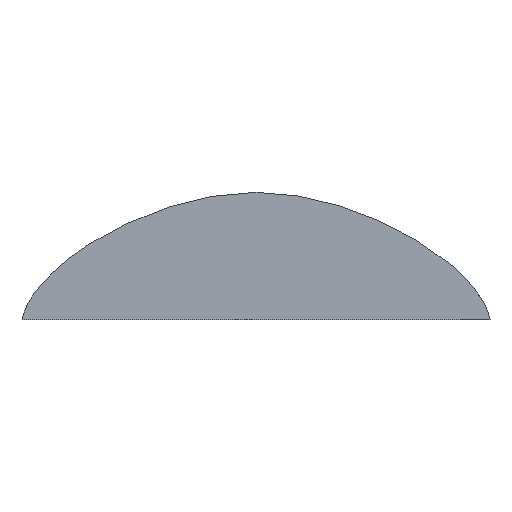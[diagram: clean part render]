
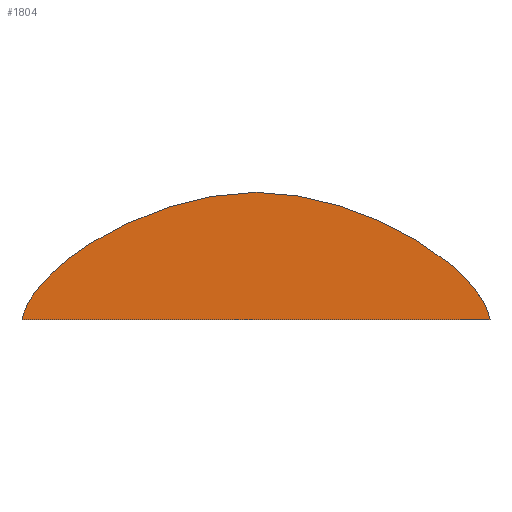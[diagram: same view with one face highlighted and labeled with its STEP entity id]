
A CAD part, left-side view. The second image highlights one B-rep face of the part: STEP entity #1804.
In plain terms, the highlighted planar face has unit normal (-1, 0, 0.018).
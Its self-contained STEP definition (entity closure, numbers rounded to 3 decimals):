
#86 = CARTESIAN_POINT ( 'NONE',  ( 25.134, -77.381, 7.704 ) ) ;
#118 = CARTESIAN_POINT ( 'NONE',  ( 25.25, -73.052, 14.331 ) ) ;
#182 = CARTESIAN_POINT ( 'NONE',  ( 25.326, 69.04, 18.659 ) ) ;
#201 = CARTESIAN_POINT ( 'NONE',  ( 25.486, -57.347, 27.869 ) ) ;
#235 = CARTESIAN_POINT ( 'NONE',  ( 25.729, 27.128, 41.771 ) ) ;
#261 = CARTESIAN_POINT ( 'NONE',  ( 25.539, 52.421, 30.887 ) ) ;
#286 = CARTESIAN_POINT ( 'NONE',  ( 25.792, 9.889, 45.391 ) ) ;
#531 = CARTESIAN_POINT ( 'NONE',  ( 25.142, -77.159, 8.15 ) ) ;
#587 = CARTESIAN_POINT ( 'NONE',  ( 25.66, -38.309, 37.82 ) ) ;
#613 = CARTESIAN_POINT ( 'NONE',  ( 25.803, 0., 46. ) ) ;
#620 = CARTESIAN_POINT ( 'NONE',  ( 25.742, -24.289, 42.514 ) ) ;
#678 = CARTESIAN_POINT ( 'NONE',  ( 25.052, 79.016, 3. ) ) ;
#705 = CARTESIAN_POINT ( 'NONE',  ( 25.372, 66.114, 21.321 ) ) ;
#734 = CARTESIAN_POINT ( 'NONE',  ( 25.361, 66.858, 20.674 ) ) ;
#826 = DIRECTION ( 'NONE',  ( 1., 0., -0.017 ) ) ;
#1031 = CARTESIAN_POINT ( 'NONE',  ( 25.633, -41.909, 36.282 ) ) ;
#1060 = CARTESIAN_POINT ( 'NONE',  ( 25.792, -9.846, 45.396 ) ) ;
#1065 = CARTESIAN_POINT ( 'NONE',  ( 25.209, 74.872, 11.945 ) ) ;
#1095 = CARTESIAN_POINT ( 'NONE',  ( 25.802, 3.962, 45.918 ) ) ;
#1118 = CARTESIAN_POINT ( 'NONE',  ( 25.181, -75.996, 10.343 ) ) ;
#1177 = CARTESIAN_POINT ( 'NONE',  ( 25.094, 78.348, 5.396 ) ) ;
#1329 = EDGE_CURVE ( 'NONE', #4870, #3265, #2357, .T. ) ;
#1450 = CARTESIAN_POINT ( 'NONE',  ( 25.086, -78.524, 4.936 ) ) ;
#1483 = CARTESIAN_POINT ( 'NONE',  ( 25.467, -58.983, 26.779 ) ) ;
#1516 = CARTESIAN_POINT ( 'NONE',  ( 25.338, 68.321, 19.344 ) ) ;
#1539 = CARTESIAN_POINT ( 'NONE',  ( 25.738, -25.241, 42.252 ) ) ;
#1545 = CARTESIAN_POINT ( 'NONE',  ( 25.466, 59.095, 26.702 ) ) ;
#1572 = CARTESIAN_POINT ( 'NONE',  ( 25.362, -66.829, 20.727 ) ) ;
#1578 = CARTESIAN_POINT ( 'NONE',  ( 25.66, 38.206, 37.812 ) ) ;
#1579 = CARTESIAN_POINT ( 'NONE',  ( 25.052, 79.016, 3. ) ) ;
#1603 = CARTESIAN_POINT ( 'NONE',  ( 25.086, 78.508, 4.927 ) ) ;
#1628 = CARTESIAN_POINT ( 'NONE',  ( 25.263, 72.467, 15.081 ) ) ;
#1638 = EDGE_LOOP ( 'NONE', ( #2013, #5757, #5311 ) ) ;
#1796 = CARTESIAN_POINT ( 'NONE',  ( 25.052, -79.016, 3. ) ) ;
#1804 = ADVANCED_FACE ( 'NONE', ( #3544 ), #5356, .F. ) ;
#1897 = CARTESIAN_POINT ( 'NONE',  ( 25.119, -77.797, 6.796 ) ) ;
#1956 = CARTESIAN_POINT ( 'NONE',  ( 25.801, -3.965, 45.918 ) ) ;
#1989 = CARTESIAN_POINT ( 'NONE',  ( 25.405, 63.846, 23.214 ) ) ;
#2013 = ORIENTED_EDGE ( 'NONE', *, *, #5306, .F. ) ;
#2047 = CARTESIAN_POINT ( 'NONE',  ( 25.803, 0., 46. ) ) ;
#2072 = CARTESIAN_POINT ( 'NONE',  ( 25.673, 36.378, 38.54 ) ) ;
#2162 = B_SPLINE_CURVE_WITH_KNOTS ( 'NONE', 3,
 ( #4624, #5621, #1956, #3308, #1060, #3283, #2888, #620, #1539, #3832, #4729, #5653, #3394, #587, #1031, #5536, #2918, #201, #1483, #5565, #4287, #2435, #3362, #1572, #5207, #3749, #5101, #4230, #118, #3335, #1118, #531, #86, #1897, #3719, #1450, #3777, #2860 ),
 .UNSPECIFIED., .F., .F.,
 ( 4, 2, 2, 2, 2, 2, 2, 2, 2, 2, 2, 2, 2, 2, 2, 2, 2, 2, 4 ),
 ( 0., 0.006, 0.012, 0.024, 0.026, 0.029, 0.035, 0.047, 0.059, 0.065, 0.068, 0.071, 0.077, 0.079, 0.082, 0.088, 0.09, 0.091, 0.094 ),
 .UNSPECIFIED. ) ;
#2329 = AXIS2_PLACEMENT_3D ( 'NONE', #3514, #826, #3458 ) ;
#2357 = LINE ( 'NONE', #4599, #4883 ) ;
#2435 = CARTESIAN_POINT ( 'NONE',  ( 25.406, -63.763, 23.254 ) ) ;
#2468 = CARTESIAN_POINT ( 'NONE',  ( 25.588, 47.198, 33.709 ) ) ;
#2493 = CARTESIAN_POINT ( 'NONE',  ( 25.796, 7.924, 45.613 ) ) ;
#2498 = B_SPLINE_CURVE_WITH_KNOTS ( 'NONE', 3,
 ( #678, #4765, #5158, #1603, #1177, #4819, #5186, #5712, #4792, #1065, #5628, #1628, #4266, #182, #1516, #734, #705, #1989, #5600, #1545, #3840, #2521, #261, #3811, #2468, #3453, #5660, #1578, #2072, #2549, #235, #4377, #4321, #286, #2493, #1095, #4294, #2047 ),
 .UNSPECIFIED., .F., .F.,
 ( 4, 2, 2, 2, 2, 2, 2, 2, 2, 2, 2, 2, 2, 2, 2, 2, 2, 2, 4 ),
 ( 0.103, 0.104, 0.105, 0.108, 0.111, 0.114, 0.12, 0.123, 0.126, 0.132, 0.138, 0.144, 0.15, 0.156, 0.161, 0.173, 0.185, 0.191, 0.197 ),
 .UNSPECIFIED. ) ;
#2521 = CARTESIAN_POINT ( 'NONE',  ( 25.522, 54.123, 29.887 ) ) ;
#2549 = CARTESIAN_POINT ( 'NONE',  ( 25.708, 30.857, 40.587 ) ) ;
#2603 = VERTEX_POINT ( 'NONE', #613 ) ;
#2860 = CARTESIAN_POINT ( 'NONE',  ( 25.052, -79.016, 3. ) ) ;
#2888 = CARTESIAN_POINT ( 'NONE',  ( 25.764, -19.522, 43.761 ) ) ;
#2918 = CARTESIAN_POINT ( 'NONE',  ( 25.541, -52.36, 30.987 ) ) ;
#3265 = VERTEX_POINT ( 'NONE', #1579 ) ;
#3283 = CARTESIAN_POINT ( 'NONE',  ( 25.778, -15.675, 44.558 ) ) ;
#3308 = CARTESIAN_POINT ( 'NONE',  ( 25.796, -7.893, 45.616 ) ) ;
#3335 = CARTESIAN_POINT ( 'NONE',  ( 25.209, -74.888, 11.983 ) ) ;
#3362 = CARTESIAN_POINT ( 'NONE',  ( 25.395, -64.541, 22.633 ) ) ;
#3394 = CARTESIAN_POINT ( 'NONE',  ( 25.696, -32.782, 39.875 ) ) ;
#3453 = CARTESIAN_POINT ( 'NONE',  ( 25.619, 43.64, 35.44 ) ) ;
#3458 = DIRECTION ( 'NONE',  ( -0.017, 0., -1. ) ) ;
#3514 = CARTESIAN_POINT ( 'NONE',  ( 25., 0., 0. ) ) ;
#3544 = FACE_OUTER_BOUND ( 'NONE', #1638, .T. ) ;
#3592 = EDGE_CURVE ( 'NONE', #2603, #4870, #2162, .T. ) ;
#3699 = DIRECTION ( 'NONE',  ( 0., 1., 0. ) ) ;
#3719 = CARTESIAN_POINT ( 'NONE',  ( 25.111, -77.991, 6.334 ) ) ;
#3749 = CARTESIAN_POINT ( 'NONE',  ( 25.302, -70.401, 17.296 ) ) ;
#3777 = CARTESIAN_POINT ( 'NONE',  ( 25.07, -78.813, 3.982 ) ) ;
#3811 = CARTESIAN_POINT ( 'NONE',  ( 25.573, 48.954, 32.8 ) ) ;
#3832 = CARTESIAN_POINT ( 'NONE',  ( 25.728, -27.139, 41.702 ) ) ;
#3840 = CARTESIAN_POINT ( 'NONE',  ( 25.485, 57.46, 27.795 ) ) ;
#4230 = CARTESIAN_POINT ( 'NONE',  ( 25.263, -72.409, 15.095 ) ) ;
#4266 = CARTESIAN_POINT ( 'NONE',  ( 25.289, 71.144, 16.55 ) ) ;
#4287 = CARTESIAN_POINT ( 'NONE',  ( 25.427, -62.188, 24.466 ) ) ;
#4294 = CARTESIAN_POINT ( 'NONE',  ( 25.803, 1.981, 46. ) ) ;
#4321 = CARTESIAN_POINT ( 'NONE',  ( 25.778, 15.733, 44.548 ) ) ;
#4377 = CARTESIAN_POINT ( 'NONE',  ( 25.764, 19.566, 43.75 ) ) ;
#4599 = CARTESIAN_POINT ( 'NONE',  ( 25.052, 79.016, 3. ) ) ;
#4624 = CARTESIAN_POINT ( 'NONE',  ( 25.803, 0., 46. ) ) ;
#4729 = CARTESIAN_POINT ( 'NONE',  ( 25.723, -28.088, 41.414 ) ) ;
#4765 = CARTESIAN_POINT ( 'NONE',  ( 25.061, 78.915, 3.487 ) ) ;
#4792 = CARTESIAN_POINT ( 'NONE',  ( 25.18, 75.966, 10.29 ) ) ;
#4819 = CARTESIAN_POINT ( 'NONE',  ( 25.118, 77.821, 6.782 ) ) ;
#4870 = VERTEX_POINT ( 'NONE', #1796 ) ;
#4883 = VECTOR ( 'NONE', #3699, 1000. ) ;
#5101 = CARTESIAN_POINT ( 'NONE',  ( 25.289, -71.084, 16.577 ) ) ;
#5158 = CARTESIAN_POINT ( 'NONE',  ( 25.069, 78.791, 3.974 ) ) ;
#5186 = CARTESIAN_POINT ( 'NONE',  ( 25.134, 77.407, 7.68 ) ) ;
#5207 = CARTESIAN_POINT ( 'NONE',  ( 25.339, -68.299, 19.398 ) ) ;
#5306 = EDGE_CURVE ( 'NONE', #3265, #2603, #2498, .T. ) ;
#5311 = ORIENTED_EDGE ( 'NONE', *, *, #3592, .F. ) ;
#5356 = PLANE ( 'NONE',  #2329 ) ;
#5536 = CARTESIAN_POINT ( 'NONE',  ( 25.574, -48.934, 32.865 ) ) ;
#5565 = CARTESIAN_POINT ( 'NONE',  ( 25.437, -61.393, 25.055 ) ) ;
#5600 = CARTESIAN_POINT ( 'NONE',  ( 25.426, 62.288, 24.412 ) ) ;
#5621 = CARTESIAN_POINT ( 'NONE',  ( 25.803, -1.989, 46. ) ) ;
#5628 = CARTESIAN_POINT ( 'NONE',  ( 25.222, 74.291, 12.745 ) ) ;
#5653 = CARTESIAN_POINT ( 'NONE',  ( 25.707, -30.918, 40.517 ) ) ;
#5660 = CARTESIAN_POINT ( 'NONE',  ( 25.633, 41.836, 36.262 ) ) ;
#5712 = CARTESIAN_POINT ( 'NONE',  ( 25.165, 76.481, 9.432 ) ) ;
#5757 = ORIENTED_EDGE ( 'NONE', *, *, #1329, .F. ) ;
